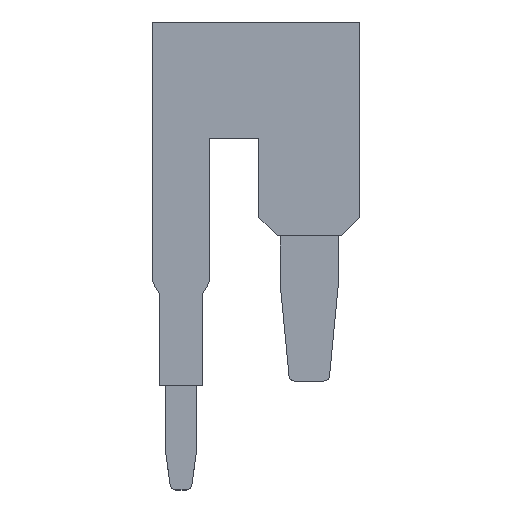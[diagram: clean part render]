
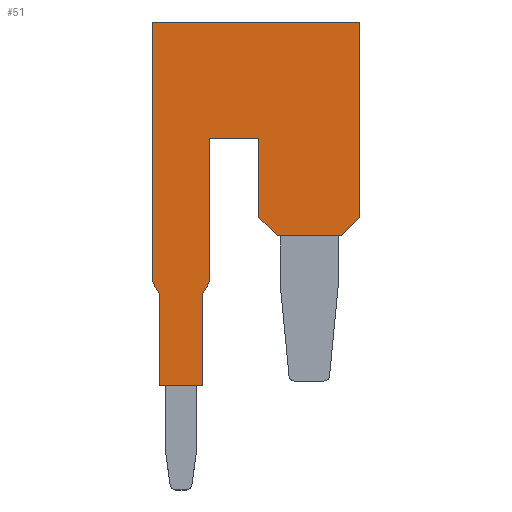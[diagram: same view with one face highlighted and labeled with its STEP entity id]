
A CAD part, top view. The second image highlights one B-rep face of the part: STEP entity #51.
In plain terms, the highlighted planar face has unit normal (0, 0, 1).
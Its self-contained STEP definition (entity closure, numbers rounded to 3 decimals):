
#51=ADVANCED_FACE('',(#92),#93,.F.);
#92=FACE_OUTER_BOUND('',#162,.T.);
#93=PLANE('',#163);
#162=EDGE_LOOP('',(#264,#265,#266,#267,#268,#269,#270,#271,#272,#273,#274,#275,#276,#277));
#163=AXIS2_PLACEMENT_3D('',#278,#279,#280);
#264=ORIENTED_EDGE('',*,*,#526,.T.);
#265=ORIENTED_EDGE('',*,*,#527,.F.);
#266=ORIENTED_EDGE('',*,*,#528,.F.);
#267=ORIENTED_EDGE('',*,*,#529,.T.);
#268=ORIENTED_EDGE('',*,*,#530,.T.);
#269=ORIENTED_EDGE('',*,*,#531,.T.);
#270=ORIENTED_EDGE('',*,*,#532,.T.);
#271=ORIENTED_EDGE('',*,*,#533,.F.);
#272=ORIENTED_EDGE('',*,*,#534,.T.);
#273=ORIENTED_EDGE('',*,*,#535,.T.);
#274=ORIENTED_EDGE('',*,*,#536,.T.);
#275=ORIENTED_EDGE('',*,*,#514,.T.);
#276=ORIENTED_EDGE('',*,*,#520,.T.);
#277=ORIENTED_EDGE('',*,*,#525,.T.);
#278=CARTESIAN_POINT('',(58.38,-3.905,-2.607));
#279=DIRECTION('',(0.,0.0,-1.0));
#280=DIRECTION('',(0.0,1.0,0.0));
#514=EDGE_CURVE('',#614,#615,#616,.T.);
#520=EDGE_CURVE('',#615,#625,#626,.T.);
#525=EDGE_CURVE('',#625,#632,#634,.T.);
#526=EDGE_CURVE('',#632,#635,#636,.T.);
#527=EDGE_CURVE('',#637,#635,#638,.T.);
#528=EDGE_CURVE('',#639,#637,#640,.T.);
#529=EDGE_CURVE('',#639,#641,#642,.T.);
#530=EDGE_CURVE('',#641,#643,#644,.T.);
#531=EDGE_CURVE('',#643,#645,#646,.T.);
#532=EDGE_CURVE('',#645,#647,#648,.T.);
#533=EDGE_CURVE('',#649,#647,#650,.T.);
#534=EDGE_CURVE('',#649,#651,#652,.T.);
#535=EDGE_CURVE('',#651,#653,#654,.T.);
#536=EDGE_CURVE('',#653,#614,#655,.T.);
#614=VERTEX_POINT('',#773);
#615=VERTEX_POINT('',#774);
#616=LINE('',#775,#776);
#625=VERTEX_POINT('',#790);
#626=LINE('',#791,#792);
#632=VERTEX_POINT('',#801);
#634=LINE('',#804,#805);
#635=VERTEX_POINT('',#806);
#636=LINE('',#807,#808);
#637=VERTEX_POINT('',#809);
#638=LINE('',#810,#811);
#639=VERTEX_POINT('',#812);
#640=LINE('',#813,#814);
#641=VERTEX_POINT('',#815);
#642=LINE('',#816,#817);
#643=VERTEX_POINT('',#818);
#644=LINE('',#819,#820);
#645=VERTEX_POINT('',#821);
#646=LINE('',#822,#823);
#647=VERTEX_POINT('',#824);
#648=LINE('',#825,#826);
#649=VERTEX_POINT('',#827);
#650=LINE('',#828,#829);
#651=VERTEX_POINT('',#830);
#652=LINE('',#831,#832);
#653=VERTEX_POINT('',#833);
#654=LINE('',#834,#835);
#655=LINE('',#836,#837);
#773=CARTESIAN_POINT('',(47.24,-27.725,-2.607));
#774=CARTESIAN_POINT('',(51.04,-27.725,-2.607));
#775=CARTESIAN_POINT('',(47.24,-27.725,-2.607));
#776=VECTOR('',#990,3.8);
#790=CARTESIAN_POINT('',(51.04,-19.675,-2.607));
#791=CARTESIAN_POINT('',(51.04,-27.725,-2.607));
#792=VECTOR('',#996,8.05);
#801=CARTESIAN_POINT('',(51.64,-18.636,-2.607));
#804=CARTESIAN_POINT('',(51.04,-19.675,-2.607));
#805=VECTOR('',#1001,1.2);
#806=CARTESIAN_POINT('',(51.64,-6.075,-2.607));
#807=CARTESIAN_POINT('',(51.64,-18.636,-2.607));
#808=VECTOR('',#1002,12.561);
#809=CARTESIAN_POINT('',(55.96,-6.075,-2.607));
#810=CARTESIAN_POINT('',(55.96,-6.075,-2.607));
#811=VECTOR('',#1003,4.32);
#812=CARTESIAN_POINT('',(55.96,-13.042,-2.607));
#813=CARTESIAN_POINT('',(55.96,-13.042,-2.607));
#814=VECTOR('',#1004,6.967);
#815=CARTESIAN_POINT('',(57.543,-14.625,-2.607));
#816=CARTESIAN_POINT('',(55.96,-13.042,-2.607));
#817=VECTOR('',#1005,2.238);
#818=CARTESIAN_POINT('',(63.177,-14.625,-2.607));
#819=CARTESIAN_POINT('',(57.543,-14.625,-2.607));
#820=VECTOR('',#1006,5.634);
#821=CARTESIAN_POINT('',(64.76,-13.042,-2.607));
#822=CARTESIAN_POINT('',(63.177,-14.625,-2.607));
#823=VECTOR('',#1007,2.238);
#824=CARTESIAN_POINT('',(64.76,4.075,-2.607));
#825=CARTESIAN_POINT('',(64.76,-13.042,-2.607));
#826=VECTOR('',#1008,17.117);
#827=CARTESIAN_POINT('',(46.64,4.075,-2.607));
#828=CARTESIAN_POINT('',(46.64,4.075,-2.607));
#829=VECTOR('',#1009,18.12);
#830=CARTESIAN_POINT('',(46.64,-18.636,-2.607));
#831=CARTESIAN_POINT('',(46.64,4.075,-2.607));
#832=VECTOR('',#1010,22.711);
#833=CARTESIAN_POINT('',(47.24,-19.675,-2.607));
#834=CARTESIAN_POINT('',(46.64,-18.636,-2.607));
#835=VECTOR('',#1011,1.2);
#836=CARTESIAN_POINT('',(47.24,-19.675,-2.607));
#837=VECTOR('',#1012,8.05);
#990=DIRECTION('',(1.0,0.,0.));
#996=DIRECTION('',(0.,1.0,0.));
#1001=DIRECTION('',(0.5,0.866,0.));
#1002=DIRECTION('',(0.,1.0,0.));
#1003=DIRECTION('',(-1.0,0.,0.));
#1004=DIRECTION('',(0.,1.0,0.));
#1005=DIRECTION('',(0.707,-0.707,0.));
#1006=DIRECTION('',(1.0,0.,0.));
#1007=DIRECTION('',(0.707,0.707,0.));
#1008=DIRECTION('',(0.,1.0,0.));
#1009=DIRECTION('',(1.0,0.,0.));
#1010=DIRECTION('',(0.,-1.0,0.));
#1011=DIRECTION('',(0.5,-0.866,0.));
#1012=DIRECTION('',(0.0,-1.0,0.0));
